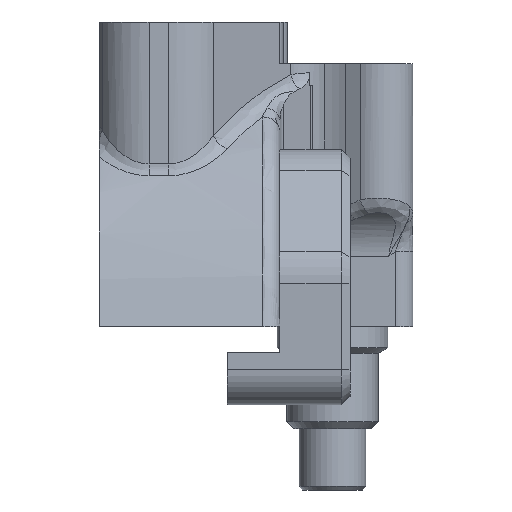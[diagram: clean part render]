
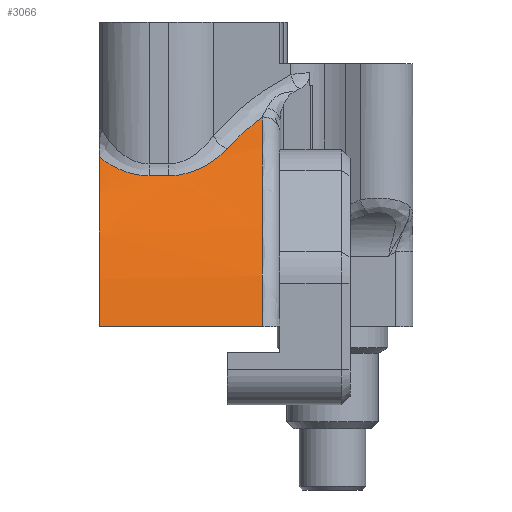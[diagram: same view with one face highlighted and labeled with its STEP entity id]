
A CAD part, left-side view. The second image highlights one B-rep face of the part: STEP entity #3066.
In plain terms, the highlighted cylindrical face has radius 18.25 mm (diameter 36.5 mm), a partial arc.
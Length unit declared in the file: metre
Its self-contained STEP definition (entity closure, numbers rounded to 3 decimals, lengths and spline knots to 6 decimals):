
#50=ELLIPSE('',#3354,0.023297,0.01825);
#86=B_SPLINE_CURVE_WITH_KNOTS('',3,(#4926,#4927,#4928,#4929,#4930),
 .UNSPECIFIED.,.F.,.F.,(4,1,4),(0.,0.002115,0.004231),
 .UNSPECIFIED.);
#87=B_SPLINE_CURVE_WITH_KNOTS('',3,(#4934,#4935,#4936,#4937,#4938),
 .UNSPECIFIED.,.F.,.F.,(4,1,4),(0.,0.001693,
0.003387),.UNSPECIFIED.);
#146=CYLINDRICAL_SURFACE('',#3352,0.01825);
#315=LINE('',#4920,#528);
#316=LINE('',#4932,#529);
#528=VECTOR('',#3880,1.);
#529=VECTOR('',#3885,1.);
#894=ORIENTED_EDGE('',*,*,#1697,.T.);
#895=ORIENTED_EDGE('',*,*,#1698,.T.);
#896=ORIENTED_EDGE('',*,*,#1699,.T.);
#897=ORIENTED_EDGE('',*,*,#1700,.T.);
#898=ORIENTED_EDGE('',*,*,#1701,.T.);
#899=ORIENTED_EDGE('',*,*,#1702,.T.);
#900=ORIENTED_EDGE('',*,*,#1634,.F.);
#1634=EDGE_CURVE('',#2049,#2050,#2294,.T.);
#1697=EDGE_CURVE('',#2049,#2100,#315,.T.);
#1698=EDGE_CURVE('',#2100,#2101,#2311,.T.);
#1699=EDGE_CURVE('',#2101,#2102,#50,.T.);
#1700=EDGE_CURVE('',#2102,#2103,#86,.T.);
#1701=EDGE_CURVE('',#2103,#2104,#316,.F.);
#1702=EDGE_CURVE('',#2104,#2050,#87,.T.);
#2049=VERTEX_POINT('',#4748);
#2050=VERTEX_POINT('',#4750);
#2100=VERTEX_POINT('',#4921);
#2101=VERTEX_POINT('',#4923);
#2102=VERTEX_POINT('',#4925);
#2103=VERTEX_POINT('',#4931);
#2104=VERTEX_POINT('',#4933);
#2294=CIRCLE('',#3322,0.01825);
#2311=CIRCLE('',#3353,0.01825);
#2473=EDGE_LOOP('',(#894,#895,#896,#897,#898,#899,#900));
#2732=FACE_BOUND('',#2473,.T.);
#3066=ADVANCED_FACE('',(#2732),#146,.T.);
#3322=AXIS2_PLACEMENT_3D('',#4749,#3788,#3789);
#3352=AXIS2_PLACEMENT_3D('',#4919,#3878,#3879);
#3353=AXIS2_PLACEMENT_3D('',#4922,#3881,#3882);
#3354=AXIS2_PLACEMENT_3D('',#4924,#3883,#3884);
#3788=DIRECTION('',(0.,1.,0.));
#3789=DIRECTION('',(0.,0.,1.));
#3878=DIRECTION('',(0.,-1.,0.));
#3879=DIRECTION('',(0.,0.,-1.));
#3880=DIRECTION('',(0.,-1.,0.));
#3881=DIRECTION('',(0.,1.,0.));
#3882=DIRECTION('',(0.,0.,1.));
#3883=DIRECTION('',(-0.622,-0.783,0.));
#3884=DIRECTION('',(0.783,-0.622,0.));
#3885=DIRECTION('',(0.,-1.,0.));
#4748=CARTESIAN_POINT('',(0.018134,0.04074,0.013996));
#4749=CARTESIAN_POINT('',(0.036005,0.04074,0.010296));
#4750=CARTESIAN_POINT('',(0.023627,0.04074,0.023707));
#4919=CARTESIAN_POINT('',(0.036005,0.073191,0.010296));
#4920=CARTESIAN_POINT('',(0.018134,0.073191,0.013996));
#4921=CARTESIAN_POINT('',(0.018134,0.03144,0.013996));
#4922=CARTESIAN_POINT('',(0.036005,0.03144,0.010296));
#4923=CARTESIAN_POINT('',(0.026628,0.03144,0.025953));
#4924=CARTESIAN_POINT('',(0.036005,0.024,0.010296));
#4925=CARTESIAN_POINT('',(0.024117,0.033433,0.024143));
#4926=CARTESIAN_POINT('',(0.024117,0.033433,0.024143));
#4927=CARTESIAN_POINT('',(0.023659,0.033796,0.02375));
#4928=CARTESIAN_POINT('',(0.02288,0.034727,0.022996));
#4929=CARTESIAN_POINT('',(0.022527,0.036085,0.0226));
#4930=CARTESIAN_POINT('',(0.022527,0.036794,0.0226));
#4931=CARTESIAN_POINT('',(0.022527,0.036794,0.0226));
#4932=CARTESIAN_POINT('',(0.022527,0.073191,0.0226));
#4933=CARTESIAN_POINT('',(0.022527,0.037891,0.0226));
#4934=CARTESIAN_POINT('',(0.022527,0.037891,0.0226));
#4935=CARTESIAN_POINT('',(0.022527,0.038457,0.0226));
#4936=CARTESIAN_POINT('',(0.022758,0.03956,0.022859));
#4937=CARTESIAN_POINT('',(0.023308,0.040396,0.023412));
#4938=CARTESIAN_POINT('',(0.023627,0.04074,0.023707));
